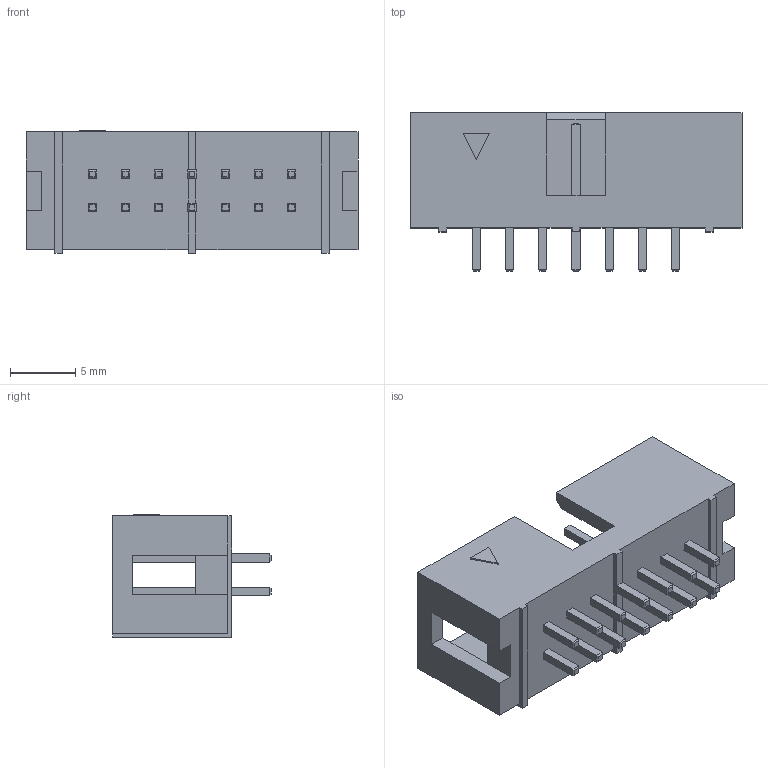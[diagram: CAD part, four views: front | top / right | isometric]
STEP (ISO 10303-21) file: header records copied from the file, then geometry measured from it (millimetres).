
FILE_DESCRIPTION (( 'STEP AP214' ), '1' );
FILE_NAME ('BH-14.step', '2021-01-16T12:42:49', ( '' ), ( '' ), 'SwSTEP 2.0', 'SolidWorks 2020', '' );
FILE_SCHEMA (( 'AUTOMOTIVE_DESIGN' ));
Length unit declared in the file: millimetre
Products named in the file (1): BH-14
Bounding box: 25.38 x 12.1 x 9.4 mm (x, y, z)
Volume: 1020.9 mm3; surface area: 1879.9 mm2
Topology: 15 solids, 15 shells, 307 faces, 726 edges, 444 vertices
Faces by surface type: plane 307
Entity records: 10860 total; most frequent: CARTESIAN_POINT 1478, ORIENTED_EDGE 1452, DIRECTION 1342, EDGE_CURVE 726, VECTOR 726, LINE 726, VERTEX_POINT 444, EDGE_LOOP 334
